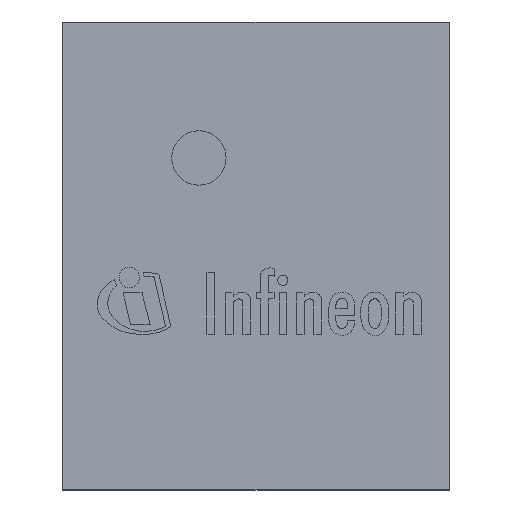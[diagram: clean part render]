
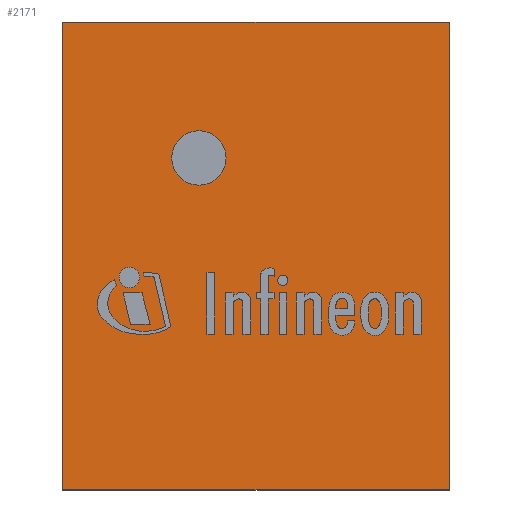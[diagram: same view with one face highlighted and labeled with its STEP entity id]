
A CAD part, top view. The second image highlights one B-rep face of the part: STEP entity #2171.
In plain terms, the highlighted planar face has unit normal (0, 0, 1).
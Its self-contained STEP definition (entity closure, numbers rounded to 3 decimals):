
#135=LINE('',#3071,#365);
#136=LINE('',#3073,#366);
#137=LINE('',#3075,#367);
#138=LINE('',#3076,#368);
#365=VECTOR('',#2517,1.);
#366=VECTOR('',#2518,1.);
#367=VECTOR('',#2519,1.);
#368=VECTOR('',#2520,1.);
#596=PLANE('',#2347);
#704=FACE_BOUND('',#875,.T.);
#723=FACE_OUTER_BOUND('',#874,.T.);
#874=EDGE_LOOP('',(#1574,#1575,#1576,#1577));
#875=EDGE_LOOP('',(#1578));
#1039=CIRCLE('',#2344,0.05);
#1069=VERTEX_POINT('',#3063);
#1071=VERTEX_POINT('',#3069);
#1072=VERTEX_POINT('',#3070);
#1073=VERTEX_POINT('',#3072);
#1074=VERTEX_POINT('',#3074);
#1275=EDGE_CURVE('',#1069,#1069,#1039,.T.);
#1277=EDGE_CURVE('',#1071,#1072,#135,.T.);
#1278=EDGE_CURVE('',#1072,#1073,#136,.T.);
#1279=EDGE_CURVE('',#1073,#1074,#137,.T.);
#1280=EDGE_CURVE('',#1074,#1071,#138,.T.);
#1574=ORIENTED_EDGE('',*,*,#1277,.T.);
#1575=ORIENTED_EDGE('',*,*,#1278,.T.);
#1576=ORIENTED_EDGE('',*,*,#1279,.T.);
#1577=ORIENTED_EDGE('',*,*,#1280,.T.);
#1578=ORIENTED_EDGE('',*,*,#1275,.T.);
#2171=ADVANCED_FACE('',(#723,#704),#596,.T.);
#2344=AXIS2_PLACEMENT_3D('',#3064,#2509,#2510);
#2347=AXIS2_PLACEMENT_3D('',#3068,#2515,#2516);
#2509=DIRECTION('center_axis',(0.,0.,-1.));
#2510=DIRECTION('ref_axis',(-1.,0.,0.));
#2515=DIRECTION('center_axis',(0.,0.,1.));
#2516=DIRECTION('ref_axis',(1.,0.,0.));
#2517=DIRECTION('',(-1.,0.,0.));
#2518=DIRECTION('',(0.,-1.,0.));
#2519=DIRECTION('',(1.,0.,0.));
#2520=DIRECTION('',(0.,1.,0.));
#3063=CARTESIAN_POINT('',(-0.055,0.18,0.345));
#3064=CARTESIAN_POINT('Origin',(-0.105,0.18,0.345));
#3068=CARTESIAN_POINT('Origin',(0.,0.,0.345));
#3069=CARTESIAN_POINT('',(0.355,0.43,0.345));
#3070=CARTESIAN_POINT('',(-0.355,0.43,0.345));
#3071=CARTESIAN_POINT('',(-0.355,0.43,0.345));
#3072=CARTESIAN_POINT('',(-0.355,-0.43,0.345));
#3073=CARTESIAN_POINT('',(-0.355,-0.43,0.345));
#3074=CARTESIAN_POINT('',(0.355,-0.43,0.345));
#3075=CARTESIAN_POINT('',(0.355,-0.43,0.345));
#3076=CARTESIAN_POINT('',(0.355,0.43,0.345));
